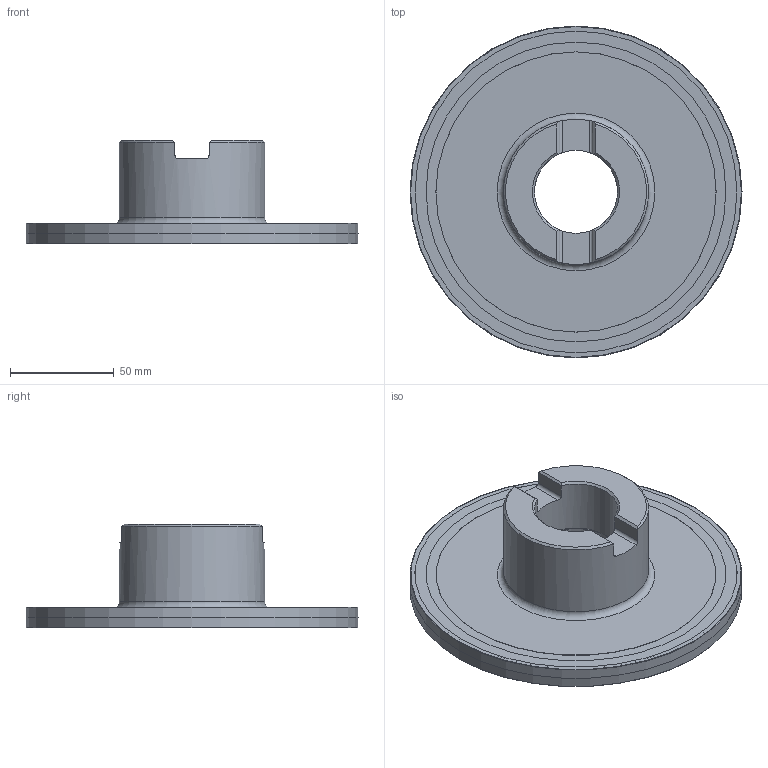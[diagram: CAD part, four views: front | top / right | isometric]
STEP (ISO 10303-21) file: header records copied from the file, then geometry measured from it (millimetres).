
FILE_DESCRIPTION(/* description */ (''),/* implementation_level */ '2;1');
FILE_NAME(/* name */ '160B08R_S90SN12N10_SIM.stp',/* time_stamp */ '2020-01-06T10:08:03+01:00',/* author */ (''),/* organization */ (''),/* preprocessor_version */ 'ST-DEVELOPER v16.7',/* originating_system */ 'SIEMENS PLM Software NX 12.0',/* authorisation */ '');
FILE_SCHEMA (('AUTOMOTIVE_DESIGN { 1 0 10303 214 3 1 1 1 }'));
Length unit declared in the file: millimetre
Products named in the file (1): pp0707DC4604obpt
Bounding box: 159.99 x 159.99 x 50 mm (x, y, z)
Volume: 293450.6 mm3; surface area: 76739.3 mm2
Topology: 2 solids, 2 shells, 53 faces, 116 edges, 66 vertices
Faces by surface type: revolution 18, plane 15, cone 10, cylinder 8, torus 2
Full cylindrical faces by diameter (mm): 40 x1, 56 x1, 70 x1, 156.6 x1
Entity records: 1523 total; most frequent: CARTESIAN_POINT 456, DIRECTION 202, ORIENTED_EDGE 168, EDGE_LOOP 86, EDGE_CURVE 84, AXIS2_PLACEMENT_3D 80, FACE_BOUND 66, VERTEX_POINT 64
